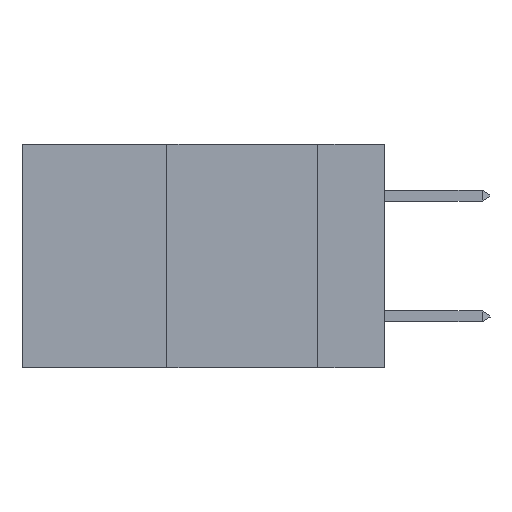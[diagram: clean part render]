
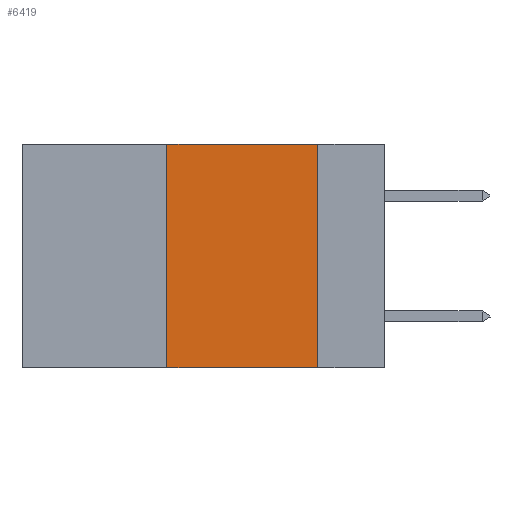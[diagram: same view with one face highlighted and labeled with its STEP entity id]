
A CAD part, left-side view. The second image highlights one B-rep face of the part: STEP entity #6419.
In plain terms, the highlighted planar face has unit normal (-1, 0, 0).
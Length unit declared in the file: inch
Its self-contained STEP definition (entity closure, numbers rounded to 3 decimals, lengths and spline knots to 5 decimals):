
#572 = DIRECTION ( 'NONE',  ( 1., 0., 0. ) ) ;
#944 = FACE_OUTER_BOUND ( 'NONE', #5507, .T. ) ;
#1583 = VERTEX_POINT ( 'NONE', #24297 ) ;
#2685 = CARTESIAN_POINT ( 'NONE',  ( 0., 0.36, -0.37 ) ) ;
#3358 = ORIENTED_EDGE ( 'NONE', *, *, #15891, .F. ) ;
#4417 = CARTESIAN_POINT ( 'NONE',  ( 0., 0.6, 0. ) ) ;
#5091 = EDGE_CURVE ( 'NONE', #7597, #1583, #8380, .T. ) ;
#5507 = EDGE_LOOP ( 'NONE', ( #11602, #3358, #15866, #7832 ) ) ;
#6032 = CARTESIAN_POINT ( 'NONE',  ( 0., 0.11, 0. ) ) ;
#6053 = DIRECTION ( 'NONE',  ( 0., 0., -1. ) ) ;
#6256 = DIRECTION ( 'NONE',  ( 0., 0., 1. ) ) ;
#6419 = ADVANCED_FACE ( 'NONE', ( #944 ), #8550, .F. ) ;
#7597 = VERTEX_POINT ( 'NONE', #2685 ) ;
#7832 = ORIENTED_EDGE ( 'NONE', *, *, #5091, .T. ) ;
#7851 = VERTEX_POINT ( 'NONE', #6032 ) ;
#8380 = LINE ( 'NONE', #15229, #9250 ) ;
#8550 = PLANE ( 'NONE',  #23782 ) ;
#9250 = VECTOR ( 'NONE', #17766, 39.37008 ) ;
#9867 = VECTOR ( 'NONE', #14429, 39.37008 ) ;
#10699 = CARTESIAN_POINT ( 'NONE',  ( 0., 0.6, 0. ) ) ;
#11602 = ORIENTED_EDGE ( 'NONE', *, *, #18823, .F. ) ;
#11749 = EDGE_CURVE ( 'NONE', #7597, #14943, #19257, .T. ) ;
#13150 = CARTESIAN_POINT ( 'NONE',  ( 0., 0.36, 0. ) ) ;
#14429 = DIRECTION ( 'NONE',  ( 0., -1., 0. ) ) ;
#14943 = VERTEX_POINT ( 'NONE', #13150 ) ;
#15229 = CARTESIAN_POINT ( 'NONE',  ( 0., 0.6, -0.37 ) ) ;
#15866 = ORIENTED_EDGE ( 'NONE', *, *, #11749, .F. ) ;
#15891 = EDGE_CURVE ( 'NONE', #14943, #7851, #23027, .T. ) ;
#16364 = VECTOR ( 'NONE', #6256, 39.37008 ) ;
#16910 = VECTOR ( 'NONE', #18988, 39.37008 ) ;
#17766 = DIRECTION ( 'NONE',  ( 0., -1., 0. ) ) ;
#18823 = EDGE_CURVE ( 'NONE', #7851, #1583, #22740, .T. ) ;
#18988 = DIRECTION ( 'NONE',  ( 0., 0., -1. ) ) ;
#19137 = CARTESIAN_POINT ( 'NONE',  ( 0., 0.36, 0. ) ) ;
#19257 = LINE ( 'NONE', #19137, #16364 ) ;
#20614 = CARTESIAN_POINT ( 'NONE',  ( 0., 0.11, 0. ) ) ;
#22740 = LINE ( 'NONE', #20614, #16910 ) ;
#23027 = LINE ( 'NONE', #10699, #9867 ) ;
#23782 = AXIS2_PLACEMENT_3D ( 'NONE', #4417, #572, #6053 ) ;
#24297 = CARTESIAN_POINT ( 'NONE',  ( 0., 0.11, -0.37 ) ) ;
